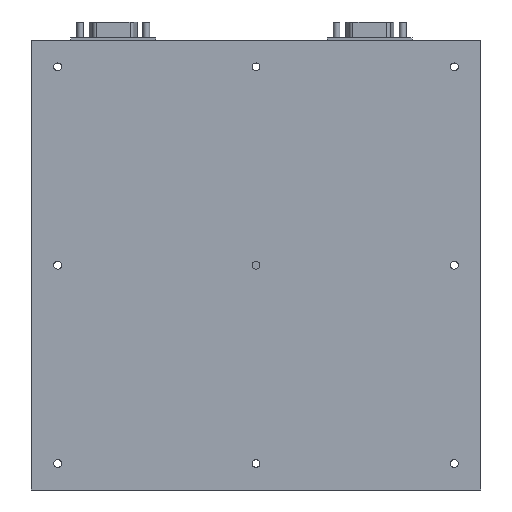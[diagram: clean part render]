
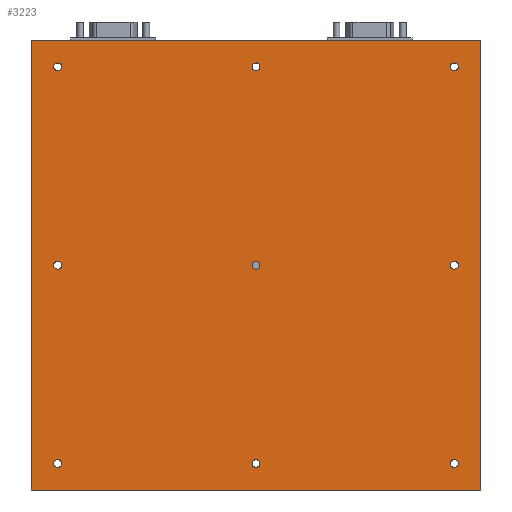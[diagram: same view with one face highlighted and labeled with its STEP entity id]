
A CAD part, front view. The second image highlights one B-rep face of the part: STEP entity #3223.
In plain terms, the highlighted planar face has unit normal (0, -1, 0).
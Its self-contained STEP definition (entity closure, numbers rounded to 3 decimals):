
#111=LINE('',#5353,#355);
#115=LINE('',#5361,#359);
#118=LINE('',#5367,#362);
#121=LINE('',#5372,#365);
#355=VECTOR('',#4096,10.);
#359=VECTOR('',#4102,10.);
#362=VECTOR('',#4107,10.);
#365=VECTOR('',#4112,10.);
#557=PLANE('',#3508);
#681=FACE_BOUND('',#1135,.T.);
#682=FACE_BOUND('',#1136,.T.);
#683=FACE_BOUND('',#1137,.T.);
#684=FACE_BOUND('',#1138,.T.);
#685=FACE_BOUND('',#1139,.T.);
#686=FACE_BOUND('',#1140,.T.);
#687=FACE_BOUND('',#1141,.T.);
#688=FACE_BOUND('',#1142,.T.);
#689=FACE_BOUND('',#1143,.T.);
#881=FACE_OUTER_BOUND('',#1134,.T.);
#1134=EDGE_LOOP('',(#2528,#2529,#2530,#2531));
#1135=EDGE_LOOP('',(#2532));
#1136=EDGE_LOOP('',(#2533));
#1137=EDGE_LOOP('',(#2534));
#1138=EDGE_LOOP('',(#2535));
#1139=EDGE_LOOP('',(#2536));
#1140=EDGE_LOOP('',(#2537));
#1141=EDGE_LOOP('',(#2538));
#1142=EDGE_LOOP('',(#2539));
#1143=EDGE_LOOP('',(#2540));
#1404=CIRCLE('',#3390,1.5);
#1406=CIRCLE('',#3393,1.5);
#1408=CIRCLE('',#3396,1.5);
#1410=CIRCLE('',#3399,1.5);
#1412=CIRCLE('',#3402,1.5);
#1414=CIRCLE('',#3405,1.5);
#1416=CIRCLE('',#3408,1.5);
#1418=CIRCLE('',#3411,1.5);
#1420=CIRCLE('',#3414,1.5);
#1559=VERTEX_POINT('',#4768);
#1561=VERTEX_POINT('',#4773);
#1563=VERTEX_POINT('',#4778);
#1565=VERTEX_POINT('',#4783);
#1567=VERTEX_POINT('',#4788);
#1569=VERTEX_POINT('',#4793);
#1571=VERTEX_POINT('',#4798);
#1573=VERTEX_POINT('',#4803);
#1575=VERTEX_POINT('',#4808);
#1667=VERTEX_POINT('',#5351);
#1668=VERTEX_POINT('',#5352);
#1671=VERTEX_POINT('',#5360);
#1673=VERTEX_POINT('',#5366);
#1867=EDGE_CURVE('',#1559,#1559,#1404,.T.);
#1869=EDGE_CURVE('',#1561,#1561,#1406,.T.);
#1871=EDGE_CURVE('',#1563,#1563,#1408,.T.);
#1873=EDGE_CURVE('',#1565,#1565,#1410,.T.);
#1875=EDGE_CURVE('',#1567,#1567,#1412,.T.);
#1877=EDGE_CURVE('',#1569,#1569,#1414,.T.);
#1879=EDGE_CURVE('',#1571,#1571,#1416,.T.);
#1881=EDGE_CURVE('',#1573,#1573,#1418,.T.);
#1883=EDGE_CURVE('',#1575,#1575,#1420,.T.);
#2008=EDGE_CURVE('',#1667,#1668,#111,.T.);
#2012=EDGE_CURVE('',#1668,#1671,#115,.T.);
#2015=EDGE_CURVE('',#1671,#1673,#118,.T.);
#2018=EDGE_CURVE('',#1673,#1667,#121,.T.);
#2528=ORIENTED_EDGE('',*,*,#2018,.T.);
#2529=ORIENTED_EDGE('',*,*,#2008,.T.);
#2530=ORIENTED_EDGE('',*,*,#2012,.T.);
#2531=ORIENTED_EDGE('',*,*,#2015,.T.);
#2532=ORIENTED_EDGE('',*,*,#1867,.T.);
#2533=ORIENTED_EDGE('',*,*,#1869,.T.);
#2534=ORIENTED_EDGE('',*,*,#1871,.T.);
#2535=ORIENTED_EDGE('',*,*,#1873,.T.);
#2536=ORIENTED_EDGE('',*,*,#1875,.T.);
#2537=ORIENTED_EDGE('',*,*,#1877,.T.);
#2538=ORIENTED_EDGE('',*,*,#1879,.T.);
#2539=ORIENTED_EDGE('',*,*,#1881,.T.);
#2540=ORIENTED_EDGE('',*,*,#1883,.T.);
#3223=ADVANCED_FACE('',(#881,#681,#682,#683,#684,#685,#686,#687,#688,#689),
#557,.F.);
#3390=AXIS2_PLACEMENT_3D('',#4769,#3770,#3771);
#3393=AXIS2_PLACEMENT_3D('',#4774,#3776,#3777);
#3396=AXIS2_PLACEMENT_3D('',#4779,#3782,#3783);
#3399=AXIS2_PLACEMENT_3D('',#4784,#3788,#3789);
#3402=AXIS2_PLACEMENT_3D('',#4789,#3794,#3795);
#3405=AXIS2_PLACEMENT_3D('',#4794,#3800,#3801);
#3408=AXIS2_PLACEMENT_3D('',#4799,#3806,#3807);
#3411=AXIS2_PLACEMENT_3D('',#4804,#3812,#3813);
#3414=AXIS2_PLACEMENT_3D('',#4809,#3818,#3819);
#3508=AXIS2_PLACEMENT_3D('',#5374,#4114,#4115);
#3770=DIRECTION('center_axis',(0.,1.,0.));
#3771=DIRECTION('ref_axis',(1.,0.,0.));
#3776=DIRECTION('center_axis',(0.,1.,0.));
#3777=DIRECTION('ref_axis',(1.,0.,0.));
#3782=DIRECTION('center_axis',(0.,1.,0.));
#3783=DIRECTION('ref_axis',(1.,0.,0.));
#3788=DIRECTION('center_axis',(0.,1.,0.));
#3789=DIRECTION('ref_axis',(1.,0.,0.));
#3794=DIRECTION('center_axis',(0.,1.,0.));
#3795=DIRECTION('ref_axis',(1.,0.,0.));
#3800=DIRECTION('center_axis',(0.,1.,0.));
#3801=DIRECTION('ref_axis',(1.,0.,0.));
#3806=DIRECTION('center_axis',(0.,1.,0.));
#3807=DIRECTION('ref_axis',(1.,0.,0.));
#3812=DIRECTION('center_axis',(0.,1.,0.));
#3813=DIRECTION('ref_axis',(1.,0.,0.));
#3818=DIRECTION('center_axis',(0.,1.,0.));
#3819=DIRECTION('ref_axis',(1.,0.,0.));
#4096=DIRECTION('',(0.,0.,-1.));
#4102=DIRECTION('',(1.,0.,0.));
#4107=DIRECTION('',(0.,0.,1.));
#4112=DIRECTION('',(-1.,0.,0.));
#4114=DIRECTION('center_axis',(0.,1.,0.));
#4115=DIRECTION('ref_axis',(0.,0.,1.));
#4768=CARTESIAN_POINT('',(-11.5,0.,-160.));
#4769=CARTESIAN_POINT('Origin',(-10.,0.,-160.));
#4773=CARTESIAN_POINT('',(-11.5,0.,-10.));
#4774=CARTESIAN_POINT('Origin',(-10.,0.,-10.));
#4778=CARTESIAN_POINT('',(-86.5,0.,-10.));
#4779=CARTESIAN_POINT('Origin',(-85.,0.,-10.));
#4783=CARTESIAN_POINT('',(-161.5,0.,-85.));
#4784=CARTESIAN_POINT('Origin',(-160.,0.,-85.));
#4788=CARTESIAN_POINT('',(-161.5,0.,-10.));
#4789=CARTESIAN_POINT('Origin',(-160.,0.,-10.));
#4793=CARTESIAN_POINT('',(-161.5,0.,-160.));
#4794=CARTESIAN_POINT('Origin',(-160.,0.,-160.));
#4798=CARTESIAN_POINT('',(-86.5,0.,-160.));
#4799=CARTESIAN_POINT('Origin',(-85.,0.,-160.));
#4803=CARTESIAN_POINT('',(-11.5,0.,-85.));
#4804=CARTESIAN_POINT('Origin',(-10.,0.,-85.));
#4808=CARTESIAN_POINT('',(-86.5,0.,-85.));
#4809=CARTESIAN_POINT('Origin',(-85.,0.,-85.));
#5351=CARTESIAN_POINT('',(-170.,0.,0.));
#5352=CARTESIAN_POINT('',(-170.,0.,-170.));
#5353=CARTESIAN_POINT('',(-170.,0.,0.));
#5360=CARTESIAN_POINT('',(0.,0.,-170.));
#5361=CARTESIAN_POINT('',(-170.,0.,-170.));
#5366=CARTESIAN_POINT('',(0.,0.,0.));
#5367=CARTESIAN_POINT('',(0.,0.,-170.));
#5372=CARTESIAN_POINT('',(0.,0.,0.));
#5374=CARTESIAN_POINT('Origin',(-85.,0.,-85.));
